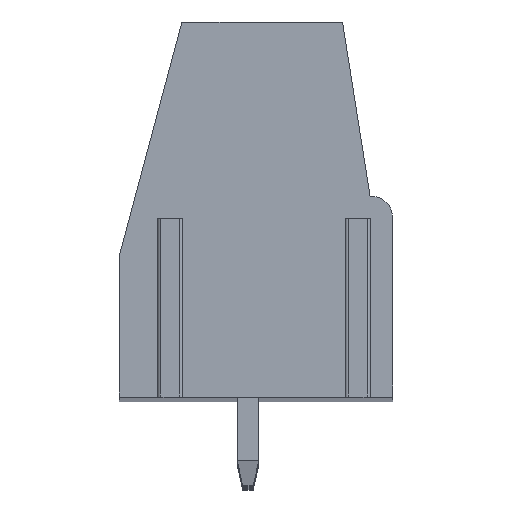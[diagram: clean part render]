
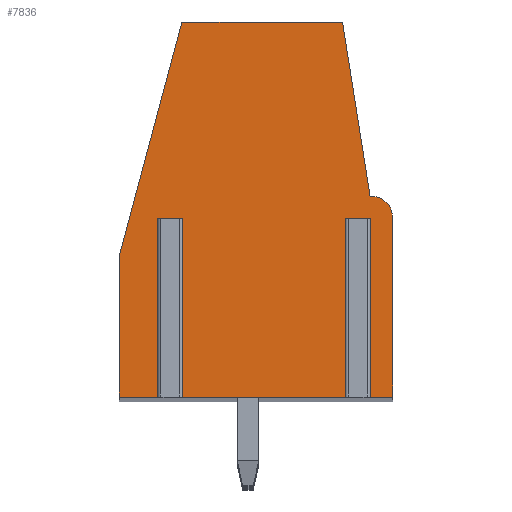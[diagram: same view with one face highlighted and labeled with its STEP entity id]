
A CAD part, top view. The second image highlights one B-rep face of the part: STEP entity #7836.
In plain terms, the highlighted planar face has unit normal (0, 0, 1).
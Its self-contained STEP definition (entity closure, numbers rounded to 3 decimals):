
#1170=DIRECTION('',(1.,0.,0.));
#1171=VECTOR('',#1170,0.57);
#1172=CARTESIAN_POINT('',(-3.485,-0.35,2.5));
#1173=LINE('',#1172,#1171);
#1174=DIRECTION('',(0.,1.,0.));
#1175=VECTOR('',#1174,6.65);
#1176=CARTESIAN_POINT('',(-3.485,-7.,2.5));
#1177=LINE('',#1176,#1175);
#1178=DIRECTION('',(1.,0.,0.));
#1179=VECTOR('',#1178,1.615);
#1180=CARTESIAN_POINT('',(-5.1,-7.,2.5));
#1181=LINE('',#1180,#1179);
#1182=DIRECTION('',(0.,-1.,0.));
#1183=VECTOR('',#1182,5.3);
#1184=CARTESIAN_POINT('',(-5.1,-1.7,2.5));
#1185=LINE('',#1184,#1183);
#1186=DIRECTION('',(-0.259,-0.966,0.));
#1187=VECTOR('',#1186,9.007);
#1188=CARTESIAN_POINT('',(-2.769,7.,2.5));
#1189=LINE('',#1188,#1187);
#1190=DIRECTION('',(-1.,0.,0.));
#1191=VECTOR('',#1190,6.);
#1192=CARTESIAN_POINT('',(3.231,7.,2.5));
#1193=LINE('',#1192,#1191);
#1194=DIRECTION('',(-0.156,0.988,0.));
#1195=VECTOR('',#1194,6.581);
#1196=CARTESIAN_POINT('',(4.261,0.5,2.5));
#1197=LINE('',#1196,#1195);
#1198=DIRECTION('',(-1.,0.,0.));
#1199=VECTOR('',#1198,0.039);
#1200=CARTESIAN_POINT('',(4.3,0.5,2.5));
#1201=LINE('',#1200,#1199);
#1202=CARTESIAN_POINT('',(4.3,-0.3,2.5));
#1203=DIRECTION('',(0.,0.,1.));
#1204=DIRECTION('',(1.,0.,0.));
#1205=AXIS2_PLACEMENT_3D('',#1202,#1203,#1204);
#1207=DIRECTION('',(0.,1.,0.));
#1208=VECTOR('',#1207,6.7);
#1209=CARTESIAN_POINT('',(5.1,-7.,2.5));
#1210=LINE('',#1209,#1208);
#1211=DIRECTION('',(1.,0.,0.));
#1212=VECTOR('',#1211,1.015);
#1213=CARTESIAN_POINT('',(4.085,-7.,2.5));
#1214=LINE('',#1213,#1212);
#1215=DIRECTION('',(0.,1.,0.));
#1216=VECTOR('',#1215,6.65);
#1217=CARTESIAN_POINT('',(4.085,-7.,2.5));
#1218=LINE('',#1217,#1216);
#1219=DIRECTION('',(1.,0.,0.));
#1220=VECTOR('',#1219,0.57);
#1221=CARTESIAN_POINT('',(3.515,-0.35,2.5));
#1222=LINE('',#1221,#1220);
#1223=DIRECTION('',(0.,1.,0.));
#1224=VECTOR('',#1223,6.65);
#1225=CARTESIAN_POINT('',(3.515,-7.,2.5));
#1226=LINE('',#1225,#1224);
#1227=DIRECTION('',(1.,0.,0.));
#1228=VECTOR('',#1227,6.43);
#1229=CARTESIAN_POINT('',(-2.915,-7.,2.5));
#1230=LINE('',#1229,#1228);
#1231=DIRECTION('',(0.,1.,0.));
#1232=VECTOR('',#1231,6.65);
#1233=CARTESIAN_POINT('',(-2.915,-7.,2.5));
#1234=LINE('',#1233,#1232);
#5287=CARTESIAN_POINT('',(-2.769,7.,2.5));
#5288=CARTESIAN_POINT('',(-5.1,-1.7,2.5));
#5289=VERTEX_POINT('',#5287);
#5290=VERTEX_POINT('',#5288);
#5291=CARTESIAN_POINT('',(-5.1,-7.,2.5));
#5292=VERTEX_POINT('',#5291);
#5293=CARTESIAN_POINT('',(5.1,-7.,2.5));
#5294=CARTESIAN_POINT('',(5.1,-0.3,2.5));
#5295=VERTEX_POINT('',#5293);
#5296=VERTEX_POINT('',#5294);
#5297=CARTESIAN_POINT('',(4.3,0.5,2.5));
#5298=VERTEX_POINT('',#5297);
#5299=CARTESIAN_POINT('',(4.261,0.5,2.5));
#5300=VERTEX_POINT('',#5299);
#5301=CARTESIAN_POINT('',(3.231,7.,2.5));
#5302=VERTEX_POINT('',#5301);
#5383=CARTESIAN_POINT('',(-3.485,-0.35,2.5));
#5384=CARTESIAN_POINT('',(-2.915,-0.35,2.5));
#5385=VERTEX_POINT('',#5383);
#5386=VERTEX_POINT('',#5384);
#5387=CARTESIAN_POINT('',(3.515,-0.35,2.5));
#5388=CARTESIAN_POINT('',(4.085,-0.35,2.5));
#5389=VERTEX_POINT('',#5387);
#5390=VERTEX_POINT('',#5388);
#5391=CARTESIAN_POINT('',(-2.915,-7.,2.5));
#5392=VERTEX_POINT('',#5391);
#5393=CARTESIAN_POINT('',(-3.485,-7.,2.5));
#5394=VERTEX_POINT('',#5393);
#5395=CARTESIAN_POINT('',(4.085,-7.,2.5));
#5396=VERTEX_POINT('',#5395);
#5397=CARTESIAN_POINT('',(3.515,-7.,2.5));
#5398=VERTEX_POINT('',#5397);
#7807=CARTESIAN_POINT('',(0.,0.,2.5));
#7808=DIRECTION('',(0.,0.,1.));
#7809=DIRECTION('',(1.,0.,0.));
#7810=AXIS2_PLACEMENT_3D('',#7807,#7808,#7809);
#7811=PLANE('',#7810);
#7813=ORIENTED_EDGE('',*,*,#7812,.F.);
#7815=ORIENTED_EDGE('',*,*,#7814,.F.);
#7816=ORIENTED_EDGE('',*,*,#7017,.F.);
#7817=ORIENTED_EDGE('',*,*,#7398,.F.);
#7818=ORIENTED_EDGE('',*,*,#7412,.F.);
#7819=ORIENTED_EDGE('',*,*,#7426,.F.);
#7820=ORIENTED_EDGE('',*,*,#7560,.F.);
#7821=ORIENTED_EDGE('',*,*,#7574,.F.);
#7822=ORIENTED_EDGE('',*,*,#7588,.F.);
#7823=ORIENTED_EDGE('',*,*,#7601,.F.);
#7824=ORIENTED_EDGE('',*,*,#7041,.F.);
#7826=ORIENTED_EDGE('',*,*,#7825,.T.);
#7828=ORIENTED_EDGE('',*,*,#7827,.F.);
#7830=ORIENTED_EDGE('',*,*,#7829,.F.);
#7831=ORIENTED_EDGE('',*,*,#7029,.F.);
#7833=ORIENTED_EDGE('',*,*,#7832,.T.);
#7834=EDGE_LOOP('',(#7813,#7815,#7816,#7817,#7818,#7819,#7820,#7821,#7822,#7823,
#7824,#7826,#7828,#7830,#7831,#7833));
#7835=FACE_OUTER_BOUND('',#7834,.F.);
#1206=CIRCLE('',#1205,0.8);
#7017=EDGE_CURVE('',#5292,#5394,#1181,.T.);
#7029=EDGE_CURVE('',#5392,#5398,#1230,.T.);
#7041=EDGE_CURVE('',#5396,#5295,#1214,.T.);
#7398=EDGE_CURVE('',#5290,#5292,#1185,.T.);
#7412=EDGE_CURVE('',#5289,#5290,#1189,.T.);
#7426=EDGE_CURVE('',#5302,#5289,#1193,.T.);
#7560=EDGE_CURVE('',#5300,#5302,#1197,.T.);
#7574=EDGE_CURVE('',#5298,#5300,#1201,.T.);
#7588=EDGE_CURVE('',#5296,#5298,#1206,.T.);
#7601=EDGE_CURVE('',#5295,#5296,#1210,.T.);
#7812=EDGE_CURVE('',#5385,#5386,#1173,.T.);
#7814=EDGE_CURVE('',#5394,#5385,#1177,.T.);
#7825=EDGE_CURVE('',#5396,#5390,#1218,.T.);
#7827=EDGE_CURVE('',#5389,#5390,#1222,.T.);
#7829=EDGE_CURVE('',#5398,#5389,#1226,.T.);
#7832=EDGE_CURVE('',#5392,#5386,#1234,.T.);
#7836=ADVANCED_FACE('',(#7835),#7811,.T.);
